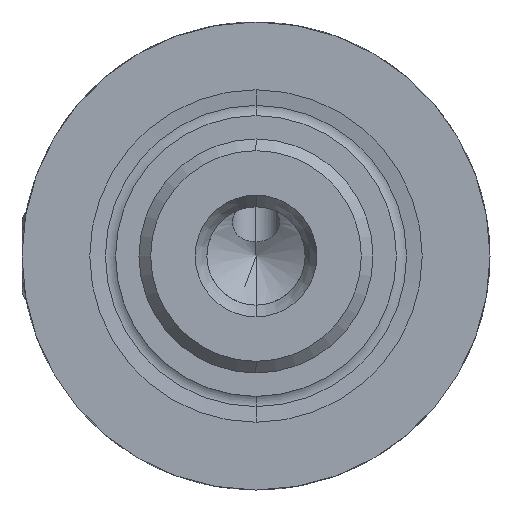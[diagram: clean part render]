
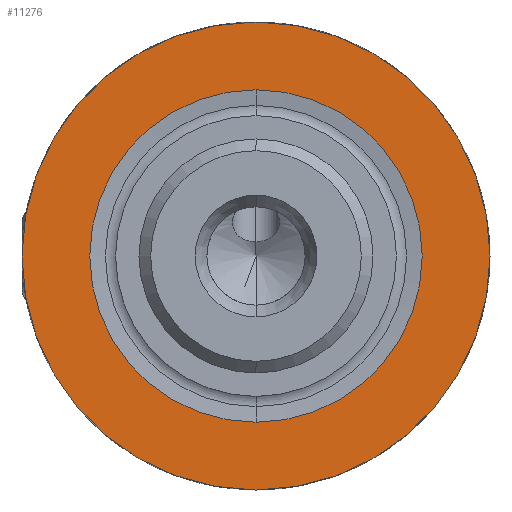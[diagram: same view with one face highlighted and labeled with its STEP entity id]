
A CAD part, left-side view. The second image highlights one B-rep face of the part: STEP entity #11276.
In plain terms, the highlighted planar face has unit normal (-1, 0, 0).
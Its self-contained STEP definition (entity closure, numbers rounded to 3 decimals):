
#500 = ORIENTED_EDGE ( 'NONE', *, *, #4867, .T. ) ;
#1134 = AXIS2_PLACEMENT_3D ( 'NONE', #13846, #13772, #13546 ) ;
#1170 = DIRECTION ( 'NONE',  ( 1., 0., 0. ) ) ;
#1797 = AXIS2_PLACEMENT_3D ( 'NONE', #15673, #14439, #13980 ) ;
#4463 = CIRCLE ( 'NONE', #10092, 7.103 ) ;
#4535 = VERTEX_POINT ( 'NONE', #6928 ) ;
#4867 = EDGE_CURVE ( 'NONE', #15118, #9919, #12852, .T. ) ;
#5696 = ORIENTED_EDGE ( 'NONE', *, *, #6941, .T. ) ;
#6928 = CARTESIAN_POINT ( 'NONE',  ( 0., 0., -7.103 ) ) ;
#6941 = EDGE_CURVE ( 'NONE', #9919, #15118, #14953, .T. ) ;
#7356 = DIRECTION ( 'NONE',  ( -1., 0., 0. ) ) ;
#9009 = DIRECTION ( 'NONE',  ( -1., 0., 0. ) ) ;
#9252 = FACE_BOUND ( 'NONE', #20063, .T. ) ;
#9807 = CARTESIAN_POINT ( 'NONE',  ( 0., 0., -10. ) ) ;
#9919 = VERTEX_POINT ( 'NONE', #9807 ) ;
#9976 = CARTESIAN_POINT ( 'NONE',  ( 0., 7.103, 0. ) ) ;
#10092 = AXIS2_PLACEMENT_3D ( 'NONE', #17618, #7356, #19377 ) ;
#10294 = AXIS2_PLACEMENT_3D ( 'NONE', #9976, #1170, #13445 ) ;
#10678 = ORIENTED_EDGE ( 'NONE', *, *, #14900, .F. ) ;
#11113 = EDGE_LOOP ( 'NONE', ( #500, #5696 ) ) ;
#11276 = ADVANCED_FACE ( 'NONE', ( #9252, #18371 ), #18430, .F. ) ;
#11409 = ORIENTED_EDGE ( 'NONE', *, *, #21710, .F. ) ;
#12793 = VERTEX_POINT ( 'NONE', #14467 ) ;
#12852 = CIRCLE ( 'NONE', #1134, 10. ) ;
#13095 = CARTESIAN_POINT ( 'NONE',  ( 0., 0., 10. ) ) ;
#13445 = DIRECTION ( 'NONE',  ( 0., 0., -1. ) ) ;
#13546 = DIRECTION ( 'NONE',  ( 0., 0., 1. ) ) ;
#13772 = DIRECTION ( 'NONE',  ( -1., 0., 0. ) ) ;
#13846 = CARTESIAN_POINT ( 'NONE',  ( 0., 0., 0. ) ) ;
#13980 = DIRECTION ( 'NONE',  ( 0., 0., 1. ) ) ;
#14439 = DIRECTION ( 'NONE',  ( -1., 0., 0. ) ) ;
#14467 = CARTESIAN_POINT ( 'NONE',  ( 0., 0., 7.103 ) ) ;
#14900 = EDGE_CURVE ( 'NONE', #4535, #12793, #19352, .T. ) ;
#14953 = CIRCLE ( 'NONE', #1797, 10. ) ;
#15118 = VERTEX_POINT ( 'NONE', #13095 ) ;
#15334 = AXIS2_PLACEMENT_3D ( 'NONE', #19276, #9009, #21056 ) ;
#15673 = CARTESIAN_POINT ( 'NONE',  ( 0., 0., 0. ) ) ;
#17618 = CARTESIAN_POINT ( 'NONE',  ( 0., 0., 0. ) ) ;
#18371 = FACE_OUTER_BOUND ( 'NONE', #11113, .T. ) ;
#18430 = PLANE ( 'NONE',  #10294 ) ;
#19276 = CARTESIAN_POINT ( 'NONE',  ( 0., 0., 0. ) ) ;
#19352 = CIRCLE ( 'NONE', #15334, 7.103 ) ;
#19377 = DIRECTION ( 'NONE',  ( 0., 0., 1. ) ) ;
#20063 = EDGE_LOOP ( 'NONE', ( #11409, #10678 ) ) ;
#21056 = DIRECTION ( 'NONE',  ( 0., 0., 1. ) ) ;
#21710 = EDGE_CURVE ( 'NONE', #12793, #4535, #4463, .T. ) ;
